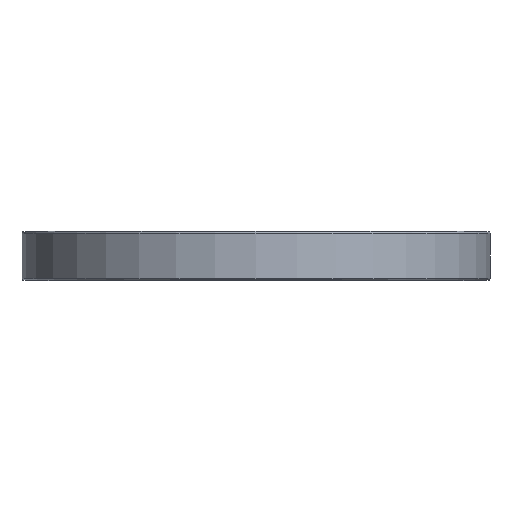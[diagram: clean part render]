
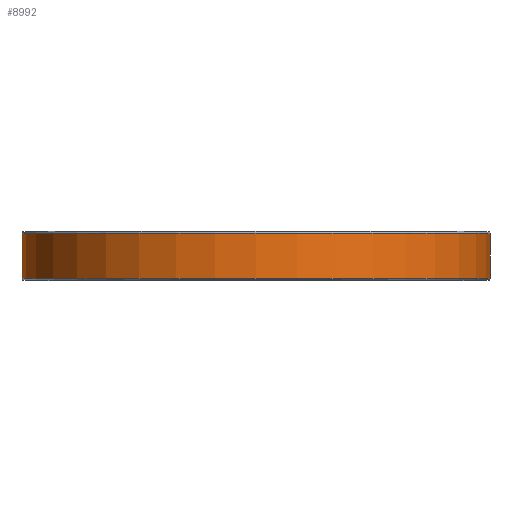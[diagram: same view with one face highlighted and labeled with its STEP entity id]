
A CAD part, top view. The second image highlights one B-rep face of the part: STEP entity #8992.
In plain terms, the highlighted cylindrical face has radius 12 mm (diameter 24 mm), a full revolution.
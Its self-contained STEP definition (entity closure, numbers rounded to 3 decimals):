
#230 = CARTESIAN_POINT ( 'NONE',  ( 0., 2.4, 12. ) ) ;
#1304 = AXIS2_PLACEMENT_3D ( 'NONE', #7801, #11049, #4275 ) ;
#2082 = CARTESIAN_POINT ( 'NONE',  ( 0., 2.5, 0. ) ) ;
#2184 = CYLINDRICAL_SURFACE ( 'NONE', #11475, 12. ) ;
#2417 = CARTESIAN_POINT ( 'NONE',  ( 0., 0.1, 0. ) ) ;
#2761 = AXIS2_PLACEMENT_3D ( 'NONE', #2417, #7033, #9444 ) ;
#3034 = EDGE_LOOP ( 'NONE', ( #5639 ) ) ;
#3806 = CARTESIAN_POINT ( 'NONE',  ( 0., 0.1, 12. ) ) ;
#4275 = DIRECTION ( 'NONE',  ( 0., 0., 1. ) ) ;
#4384 = DIRECTION ( 'NONE',  ( 0., 0., -1. ) ) ;
#4618 = CIRCLE ( 'NONE', #1304, 12. ) ;
#4869 = ORIENTED_EDGE ( 'NONE', *, *, #11340, .T. ) ;
#5639 = ORIENTED_EDGE ( 'NONE', *, *, #10676, .T. ) ;
#5994 = VERTEX_POINT ( 'NONE', #230 ) ;
#6471 = EDGE_LOOP ( 'NONE', ( #4869 ) ) ;
#7033 = DIRECTION ( 'NONE',  ( 0., 1., 0. ) ) ;
#7801 = CARTESIAN_POINT ( 'NONE',  ( 0., 2.4, 0. ) ) ;
#8992 = ADVANCED_FACE ( 'NONE', ( #14265, #13888 ), #2184, .T. ) ;
#9108 = DIRECTION ( 'NONE',  ( 0., -1., 0. ) ) ;
#9444 = DIRECTION ( 'NONE',  ( 0., 0., 1. ) ) ;
#9609 = VERTEX_POINT ( 'NONE', #3806 ) ;
#10676 = EDGE_CURVE ( 'NONE', #5994, #5994, #4618, .T. ) ;
#11049 = DIRECTION ( 'NONE',  ( 0., -1., 0. ) ) ;
#11340 = EDGE_CURVE ( 'NONE', #9609, #9609, #12075, .T. ) ;
#11475 = AXIS2_PLACEMENT_3D ( 'NONE', #2082, #9108, #4384 ) ;
#12075 = CIRCLE ( 'NONE', #2761, 12. ) ;
#13888 = FACE_OUTER_BOUND ( 'NONE', #3034, .T. ) ;
#14265 = FACE_OUTER_BOUND ( 'NONE', #6471, .T. ) ;
